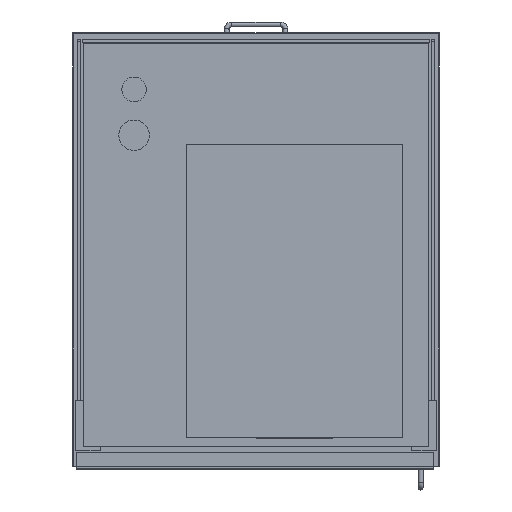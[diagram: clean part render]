
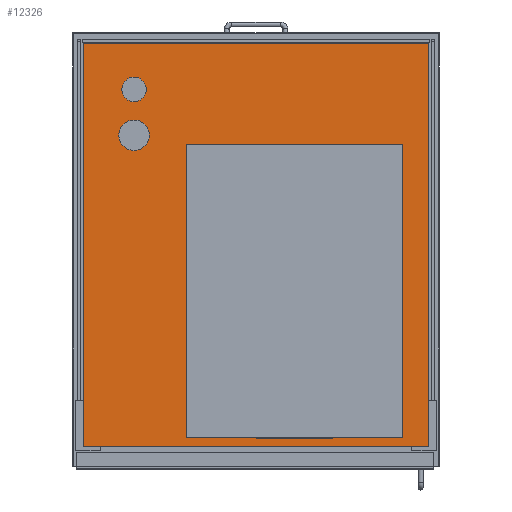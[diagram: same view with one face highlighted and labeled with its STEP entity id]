
A CAD part, front view. The second image highlights one B-rep face of the part: STEP entity #12326.
In plain terms, the highlighted planar face has unit normal (0, -1, 0).
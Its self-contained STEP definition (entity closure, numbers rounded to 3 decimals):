
#79 = CARTESIAN_POINT ( 'NONE',  ( -282.5, 0., -330. ) ) ;
#80 = LINE ( 'NONE', #7320, #3625 ) ;
#287 = EDGE_CURVE ( 'NONE', #7933, #10840, #919, .T. ) ;
#474 = CARTESIAN_POINT ( 'NONE',  ( 282.5, 0., 330. ) ) ;
#587 = VECTOR ( 'NONE', #10524, 1000. ) ;
#919 = LINE ( 'NONE', #6145, #12508 ) ;
#1521 = CARTESIAN_POINT ( 'NONE',  ( 0., 0., 0. ) ) ;
#1603 = DIRECTION ( 'NONE',  ( 0., 0., 1. ) ) ;
#1622 = LINE ( 'NONE', #4244, #9809 ) ;
#2054 = DIRECTION ( 'NONE',  ( -1., 0., 0. ) ) ;
#3324 = VERTEX_POINT ( 'NONE', #10562 ) ;
#3625 = VECTOR ( 'NONE', #7228, 1000. ) ;
#4217 = ORIENTED_EDGE ( 'NONE', *, *, #6798, .F. ) ;
#4244 = CARTESIAN_POINT ( 'NONE',  ( -282.5, 0., -330. ) ) ;
#4281 = EDGE_CURVE ( 'NONE', #12753, #7933, #80, .T. ) ;
#4480 = ORIENTED_EDGE ( 'NONE', *, *, #4281, .F. ) ;
#4626 = DIRECTION ( 'NONE',  ( 0., 1., 0. ) ) ;
#5427 = CARTESIAN_POINT ( 'NONE',  ( -282.5, 0., 330. ) ) ;
#6145 = CARTESIAN_POINT ( 'NONE',  ( -282.5, 0., -330. ) ) ;
#6328 = ORIENTED_EDGE ( 'NONE', *, *, #13185, .F. ) ;
#6798 = EDGE_CURVE ( 'NONE', #3324, #12753, #12145, .T. ) ;
#7228 = DIRECTION ( 'NONE',  ( 0., 0., -1. ) ) ;
#7320 = CARTESIAN_POINT ( 'NONE',  ( 282.5, 0., -330. ) ) ;
#7818 = EDGE_LOOP ( 'NONE', ( #4480, #4217, #6328, #10063 ) ) ;
#7933 = VERTEX_POINT ( 'NONE', #9935 ) ;
#9519 = FACE_OUTER_BOUND ( 'NONE', #7818, .T. ) ;
#9769 = PLANE ( 'NONE',  #12530 ) ;
#9809 = VECTOR ( 'NONE', #11444, 1000. ) ;
#9935 = CARTESIAN_POINT ( 'NONE',  ( 282.5, 0., -330. ) ) ;
#10063 = ORIENTED_EDGE ( 'NONE', *, *, #287, .F. ) ;
#10524 = DIRECTION ( 'NONE',  ( 1., 0., 0. ) ) ;
#10562 = CARTESIAN_POINT ( 'NONE',  ( -282.5, 0., 330. ) ) ;
#10840 = VERTEX_POINT ( 'NONE', #79 ) ;
#11444 = DIRECTION ( 'NONE',  ( 0., 0., 1. ) ) ;
#12145 = LINE ( 'NONE', #5427, #587 ) ;
#12326 = ADVANCED_FACE ( 'NONE', ( #9519 ), #9769, .F. ) ;
#12508 = VECTOR ( 'NONE', #2054, 1000. ) ;
#12530 = AXIS2_PLACEMENT_3D ( 'NONE', #1521, #4626, #1603 ) ;
#12753 = VERTEX_POINT ( 'NONE', #474 ) ;
#13185 = EDGE_CURVE ( 'NONE', #10840, #3324, #1622, .T. ) ;
